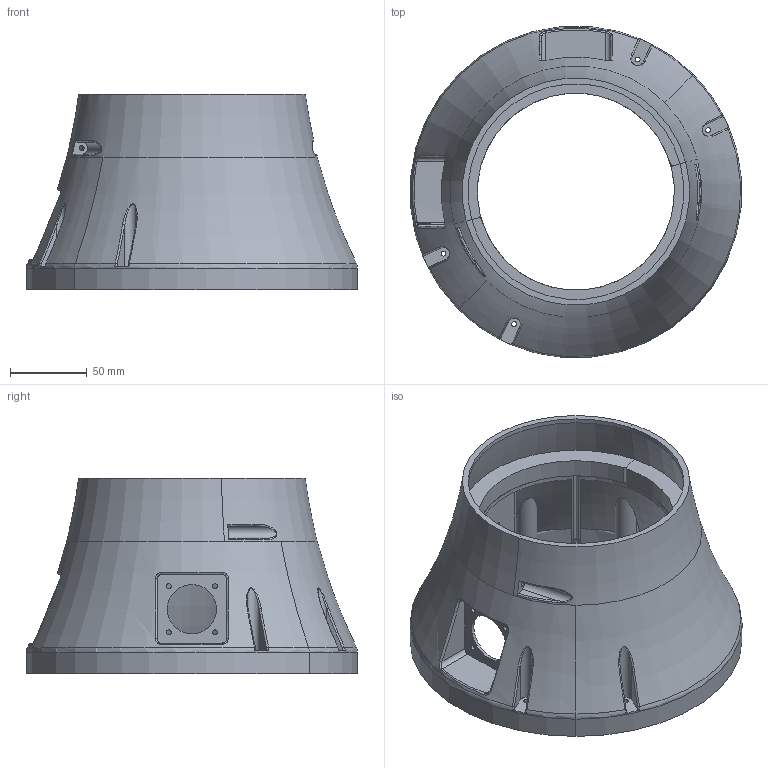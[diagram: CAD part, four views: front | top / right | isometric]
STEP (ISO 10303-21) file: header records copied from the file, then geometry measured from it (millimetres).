
FILE_DESCRIPTION(/* description */ (''),/* implementation_level */ '2;1');
FILE_NAME(/* name */ 'Base.stp',/* time_stamp */ '2020-11-10T15:45:26+08:00',/* author */ ('e10147'),/* organization */ (''),/* preprocessor_version */ 'ST-DEVELOPER v15.6',/* originating_system */ 'Autodesk Inventor 2015',/* authorisation */ '');
FILE_SCHEMA (('AUTOMOTIVE_DESIGN { 1 0 10303 214 3 1 1 }'));
Length unit declared in the file: millimetre
Products named in the file (6): 零件12; 零件13; 底殼2; 零件11; J0; 
Bounding box: 215.33 x 215.33 x 127 mm (x, y, z)
Volume: 342688.5 mm3; surface area: 206095.4 mm2
Topology: 4 solids, 4 shells, 280 faces, 744 edges, 477 vertices
Faces by surface type: plane 118, cylinder 91, bspline 39, torus 28, sphere 4
Full cylindrical faces by diameter (mm): 2.5 x2, 3.2 x6, 3.242 x4, 32 x1
Entity records: 12540 total; most frequent: CARTESIAN_POINT 5531, ORIENTED_EDGE 1458, DIRECTION 1446, EDGE_CURVE 729, AXIS2_PLACEMENT_3D 582, VERTEX_POINT 475, EDGE_LOOP 323, CIRCLE 294
